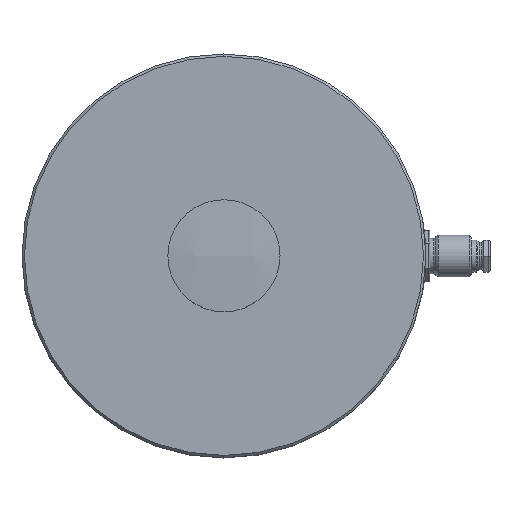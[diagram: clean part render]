
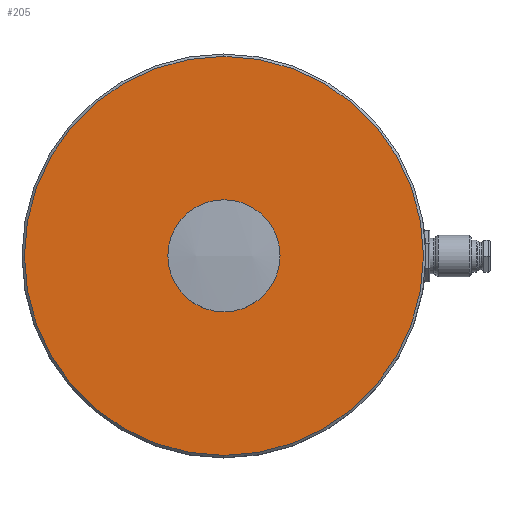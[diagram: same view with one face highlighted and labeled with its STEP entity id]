
A CAD part, top view. The second image highlights one B-rep face of the part: STEP entity #205.
In plain terms, the highlighted planar face has unit normal (0, 0, 1).
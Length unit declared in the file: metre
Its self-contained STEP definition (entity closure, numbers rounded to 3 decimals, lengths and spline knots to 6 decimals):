
#205=ADVANCED_FACE('0:69',(#440,#441),#442,.T.);
#440=FACE_OUTER_BOUND('',#720,.T.);
#441=FACE_BOUND('',#721,.T.);
#442=PLANE('',#722);
#720=EDGE_LOOP('',(#1093,#1094));
#721=EDGE_LOOP('',(#1095,#1096));
#722=AXIS2_PLACEMENT_3D('',#1097,#1098,#1099);
#1093=ORIENTED_EDGE('',*,*,#1664,.F.);
#1094=ORIENTED_EDGE('',*,*,#1640,.F.);
#1095=ORIENTED_EDGE('',*,*,#1653,.T.);
#1096=ORIENTED_EDGE('',*,*,#1656,.T.);
#1097=CARTESIAN_POINT('',(0.01725,0.027,0.013));
#1098=DIRECTION('',(0.0,0.,1.0));
#1099=DIRECTION('',(1.0,0.0,0.0));
#1640=EDGE_CURVE('',#1920,#1922,#1923,.T.);
#1653=EDGE_CURVE('0:78',#1943,#1941,#1944,.T.);
#1656=EDGE_CURVE('',#1941,#1943,#1947,.T.);
#1664=EDGE_CURVE('0:99',#1922,#1920,#1955,.T.);
#1920=VERTEX_POINT('',#2354);
#1922=VERTEX_POINT('NONE',#2357);
#1923=CIRCLE('',#2358,0.06225);
#1941=VERTEX_POINT('',#2381);
#1943=VERTEX_POINT('',#2383);
#1944=CIRCLE('',#2384,0.01725);
#1947=CIRCLE('',#2387,0.01725);
#1955=CIRCLE('',#2395,0.06225);
#2354=CARTESIAN_POINT('',(0.,0.08925,0.013));
#2357=CARTESIAN_POINT('',(0.,-0.03525,0.013));
#2358=AXIS2_PLACEMENT_3D('',#2793,#2794,#2795);
#2381=CARTESIAN_POINT('',(0.,0.00975,0.013));
#2383=CARTESIAN_POINT('',(0.,0.04425,0.013));
#2384=AXIS2_PLACEMENT_3D('',#2813,#2814,#2815);
#2387=AXIS2_PLACEMENT_3D('',#2819,#2820,#2821);
#2395=AXIS2_PLACEMENT_3D('',#2834,#2835,#2836);
#2793=CARTESIAN_POINT('',(0.0,0.027,0.013));
#2794=DIRECTION('',(0.0,0.,-1.0));
#2795=DIRECTION('',(0.0,1.0,0.));
#2813=CARTESIAN_POINT('',(0.0,0.027,0.013));
#2814=DIRECTION('',(0.0,0.,-1.0));
#2815=DIRECTION('',(0.0,1.0,0.));
#2819=CARTESIAN_POINT('',(0.0,0.027,0.013));
#2820=DIRECTION('',(0.0,0.,-1.0));
#2821=DIRECTION('',(0.0,1.0,0.));
#2834=CARTESIAN_POINT('',(0.0,0.027,0.013));
#2835=DIRECTION('',(0.0,0.,-1.0));
#2836=DIRECTION('',(0.0,1.0,0.));
